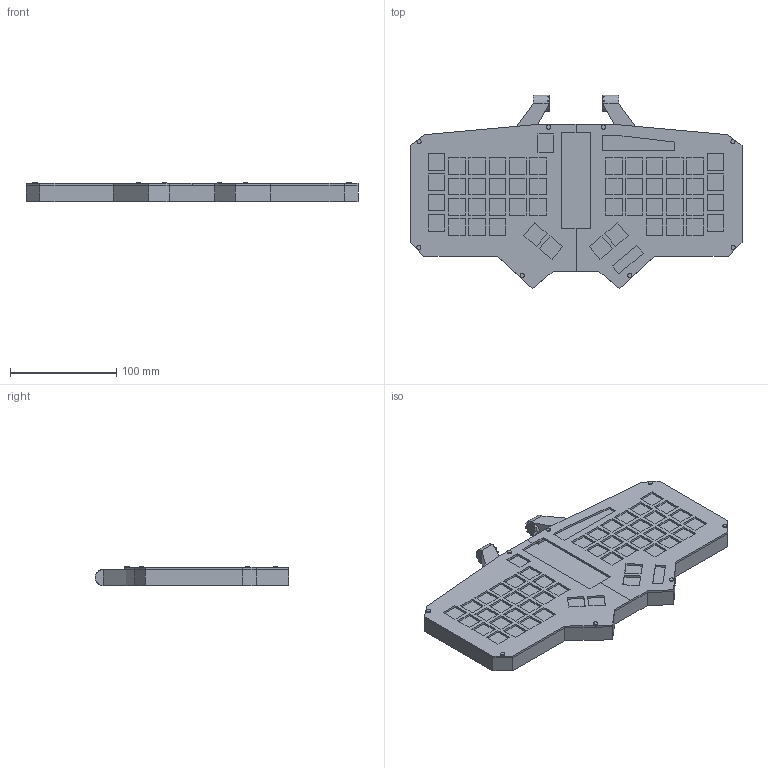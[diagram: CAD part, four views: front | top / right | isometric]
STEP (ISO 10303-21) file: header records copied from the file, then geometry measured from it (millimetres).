
FILE_DESCRIPTION(/* description */ ('STEP AP242','CAx-IF Rec.Pracs.---Representation and Presentation of Product Manufacturing Information (PMI)---4.0---2014-10-13','CAx-IF Rec.Pracs.---3D Tessellated Geometry---0.4---2014-09-14','2;1'),/* implementation_level */ '2;1');
FILE_NAME(/* name */ '682d0e8ce67b445e7536982e',/* time_stamp */ '2025-05-20T23:21:49Z',/* author */ (''),/* organization */ (''),/* preprocessor_version */ 'ST-DEVELOPER v20',/* originating_system */ 'ONSHAPE BY PTC INC, 1.198',/* authorisation */ ' ');
FILE_SCHEMA (('AP242_MANAGED_MODEL_BASED_3D_ENGINEERING_MIM_LF { 1 0 10303 442 1 1 4 }'));
Length unit declared in the file: metre
Products named in the file (3): Part 4; Part 3; Part 2
Bounding box: 312.04 x 182.02 x 18 mm (x, y, z)
Volume: 477658.2 mm3; surface area: 156801.7 mm2
Topology: 3 solids, 3 shells, 463 faces, 1295 edges, 846 vertices
Faces by surface type: plane 293, bspline 120, cylinder 50
Full cylindrical faces by diameter (mm): 4 x16
Entity records: 15747 total; most frequent: CARTESIAN_POINT 4689, ORIENTED_EDGE 2546, DIRECTION 1663, EDGE_CURVE 1273, VERTEX_POINT 840, LINE 835, VECTOR 835, EDGE_LOOP 605
